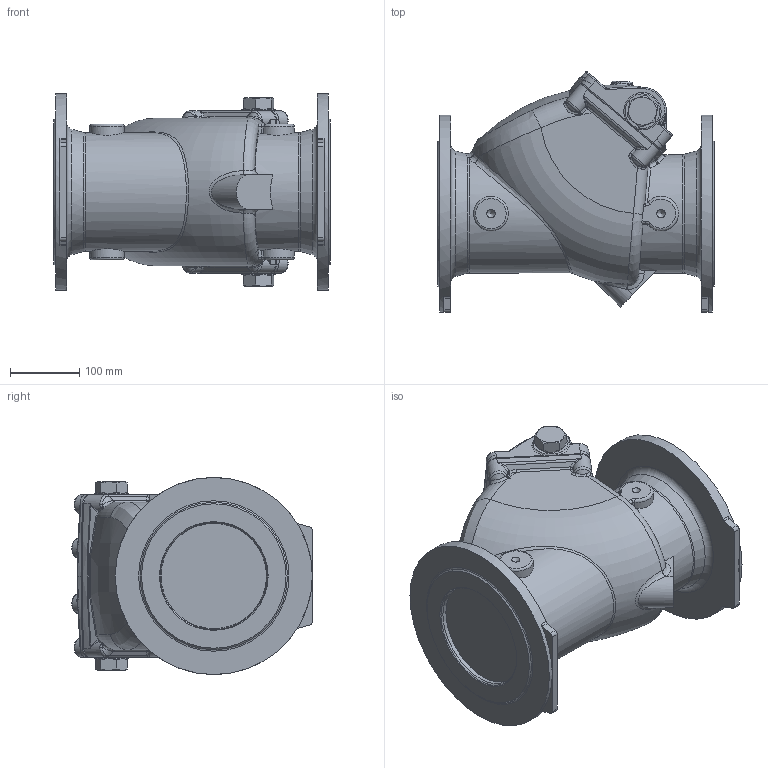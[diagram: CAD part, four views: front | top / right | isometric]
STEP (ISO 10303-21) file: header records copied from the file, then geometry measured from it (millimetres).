
FILE_DESCRIPTION (( 'STEP AP203' ), '1' );
FILE_NAME ('O_41_61_DN150_AA1_step.step', '2016-09-26T06:40:42', ( 'Windows User' ), ( 'AVK' ), 'SwSTEP 2.0', 'SolidWorks 2012', '' );
FILE_SCHEMA (( 'CONFIG_CONTROL_DESIGN' ));
Length unit declared in the file: millimetre
Products named in the file (1): O_41_61_DN150_AA1_step
Bounding box: 400 x 348.03 x 285 mm (x, y, z)
Volume: 17012606.1 mm3; surface area: 582195.4 mm2
Topology: 1 solids, 1 shells, 484 faces, 1199 edges, 703 vertices
Faces by surface type: bspline 204, cylinder 107, plane 95, torus 42, cone 24, sphere 12
Full cylindrical faces by diameter (mm): 30 x1, 50 x4, 152.4 x2, 171.4 x1, 285 x2
Entity records: 26032 total; most frequent: CARTESIAN_POINT 16575, ORIENTED_EDGE 2252, DIRECTION 1510, EDGE_CURVE 1126, VERTEX_POINT 687, AXIS2_PLACEMENT_3D 626, EDGE_LOOP 527, FACE_OUTER_BOUND 506
